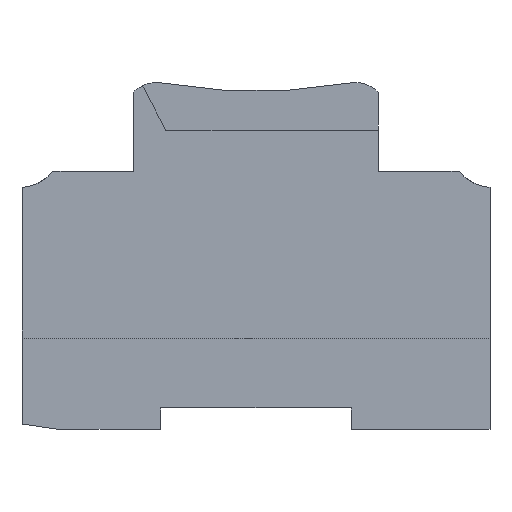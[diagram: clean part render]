
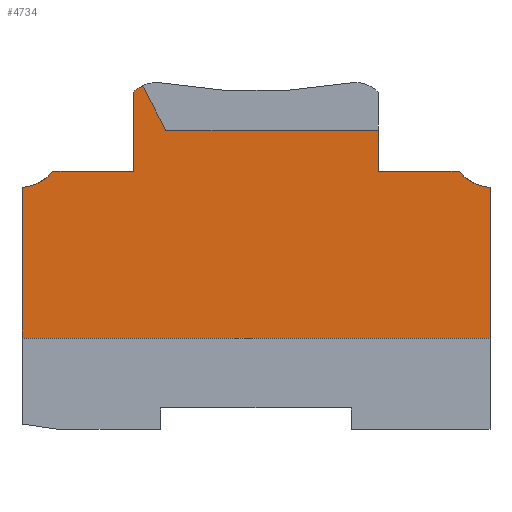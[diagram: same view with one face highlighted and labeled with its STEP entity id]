
A CAD part, left-side view. The second image highlights one B-rep face of the part: STEP entity #4734.
In plain terms, the highlighted planar face has unit normal (-1, 0, 0).
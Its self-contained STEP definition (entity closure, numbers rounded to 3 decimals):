
#13 = LINE ( 'NONE', #1172, #7229 ) ;
#52 = VERTEX_POINT ( 'NONE', #8175 ) ;
#60 = VERTEX_POINT ( 'NONE', #7615 ) ;
#217 = DIRECTION ( 'NONE',  ( 0., 0., 1. ) ) ;
#232 = VERTEX_POINT ( 'NONE', #7825 ) ;
#290 = VECTOR ( 'NONE', #3485, 1000. ) ;
#324 = ORIENTED_EDGE ( 'NONE', *, *, #446, .F. ) ;
#408 = EDGE_CURVE ( 'NONE', #5182, #5840, #6240, .T. ) ;
#446 = EDGE_CURVE ( 'NONE', #60, #5182, #7316, .T. ) ;
#470 = CARTESIAN_POINT ( 'NONE',  ( -18., 1., -43.5 ) ) ;
#472 = DIRECTION ( 'NONE',  ( 0., -1., 0. ) ) ;
#528 = VERTEX_POINT ( 'NONE', #665 ) ;
#618 = LINE ( 'NONE', #1995, #6669 ) ;
#630 = CARTESIAN_POINT ( 'NONE',  ( -18., 62.7, -22.75 ) ) ;
#665 = CARTESIAN_POINT ( 'NONE',  ( -18., 45., 43.5 ) ) ;
#799 = DIRECTION ( 'NONE',  ( 0., -1., 0. ) ) ;
#1029 = DIRECTION ( 'NONE',  ( 0., 0., 1. ) ) ;
#1039 = CARTESIAN_POINT ( 'NONE',  ( -18., 45., 43.5 ) ) ;
#1040 = CIRCLE ( 'NONE', #2543, 6. ) ;
#1080 = EDGE_CURVE ( 'NONE', #232, #5969, #2579, .T. ) ;
#1172 = CARTESIAN_POINT ( 'NONE',  ( -18., 55.65, -44.008 ) ) ;
#1259 = ORIENTED_EDGE ( 'NONE', *, *, #8434, .F. ) ;
#1331 = EDGE_CURVE ( 'NONE', #1627, #60, #1634, .T. ) ;
#1523 = ORIENTED_EDGE ( 'NONE', *, *, #4380, .F. ) ;
#1627 = VERTEX_POINT ( 'NONE', #5435 ) ;
#1634 = LINE ( 'NONE', #470, #5137 ) ;
#1670 = CARTESIAN_POINT ( 'NONE',  ( -18., 52.984, -44.008 ) ) ;
#1759 = LINE ( 'NONE', #1039, #7542 ) ;
#1946 = ORIENTED_EDGE ( 'NONE', *, *, #4315, .F. ) ;
#1995 = CARTESIAN_POINT ( 'NONE',  ( -18., 62.7, 22.75 ) ) ;
#2038 = CARTESIAN_POINT ( 'NONE',  ( -18., 48., 37.75 ) ) ;
#2097 = VECTOR ( 'NONE', #1029, 1000. ) ;
#2180 = CARTESIAN_POINT ( 'NONE',  ( -18., 52.984, -44.008 ) ) ;
#2271 = DIRECTION ( 'NONE',  ( 0., 0., -1. ) ) ;
#2364 = DIRECTION ( 'NONE',  ( 0., 1., 0. ) ) ;
#2413 = EDGE_CURVE ( 'NONE', #528, #3308, #1759, .T. ) ;
#2543 = AXIS2_PLACEMENT_3D ( 'NONE', #3425, #6036, #7793 ) ;
#2579 = LINE ( 'NONE', #5357, #4188 ) ;
#2660 = CARTESIAN_POINT ( 'NONE',  ( -18., 48., -37.75 ) ) ;
#2795 = AXIS2_PLACEMENT_3D ( 'NONE', #1670, #3007, #217 ) ;
#3007 = DIRECTION ( 'NONE',  ( -1., 0., 0. ) ) ;
#3280 = DIRECTION ( 'NONE',  ( 0., 0., 1. ) ) ;
#3303 = EDGE_CURVE ( 'NONE', #7142, #52, #5493, .T. ) ;
#3308 = VERTEX_POINT ( 'NONE', #4772 ) ;
#3425 = CARTESIAN_POINT ( 'NONE',  ( -18., 58.5, -18.465 ) ) ;
#3485 = DIRECTION ( 'NONE',  ( 0., 1., 0. ) ) ;
#3564 = CARTESIAN_POINT ( 'NONE',  ( -18., 55.65, 22.75 ) ) ;
#3613 = DIRECTION ( 'NONE',  ( -1., 0., 0. ) ) ;
#3651 = CIRCLE ( 'NONE', #7886, 8. ) ;
#3911 = ORIENTED_EDGE ( 'NONE', *, *, #3303, .F. ) ;
#4040 = ORIENTED_EDGE ( 'NONE', *, *, #1080, .F. ) ;
#4177 = DIRECTION ( 'NONE',  ( 0., 0., 1. ) ) ;
#4188 = VECTOR ( 'NONE', #3280, 1000. ) ;
#4249 = CARTESIAN_POINT ( 'NONE',  ( -18., 63.884, -21.114 ) ) ;
#4315 = EDGE_CURVE ( 'NONE', #5840, #6597, #4774, .T. ) ;
#4380 = EDGE_CURVE ( 'NONE', #3308, #1627, #8199, .T. ) ;
#4618 = ORIENTED_EDGE ( 'NONE', *, *, #6234, .F. ) ;
#4624 = CARTESIAN_POINT ( 'NONE',  ( -18., 52.984, 44.008 ) ) ;
#4647 = EDGE_LOOP ( 'NONE', ( #3911, #7234, #1946, #6937, #324, #6603, #1523, #4767, #4618, #4040, #6040, #1259 ) ) ;
#4734 = ADVANCED_FACE ( 'NONE', ( #5578 ), #4900, .T. ) ;
#4767 = ORIENTED_EDGE ( 'NONE', *, *, #2413, .F. ) ;
#4772 = CARTESIAN_POINT ( 'NONE',  ( -18., 17., 43.5 ) ) ;
#4774 = LINE ( 'NONE', #7420, #290 ) ;
#4900 = PLANE ( 'NONE',  #7012 ) ;
#5137 = VECTOR ( 'NONE', #2364, 1000. ) ;
#5145 = DIRECTION ( 'NONE',  ( 0., 0., 1. ) ) ;
#5182 = VERTEX_POINT ( 'NONE', #2660 ) ;
#5357 = CARTESIAN_POINT ( 'NONE',  ( -18., 48., 22.75 ) ) ;
#5435 = CARTESIAN_POINT ( 'NONE',  ( -18., 17., -43.5 ) ) ;
#5493 = LINE ( 'NONE', #7939, #5638 ) ;
#5578 = FACE_OUTER_BOUND ( 'NONE', #4647, .T. ) ;
#5638 = VECTOR ( 'NONE', #6689, 1000. ) ;
#5840 = VERTEX_POINT ( 'NONE', #6897 ) ;
#5948 = DIRECTION ( 'NONE',  ( -1., 0., 0. ) ) ;
#5969 = VERTEX_POINT ( 'NONE', #2038 ) ;
#6036 = DIRECTION ( 'NONE',  ( 1., 0., 0. ) ) ;
#6040 = ORIENTED_EDGE ( 'NONE', *, *, #7026, .F. ) ;
#6234 = EDGE_CURVE ( 'NONE', #5969, #528, #3651, .T. ) ;
#6240 = LINE ( 'NONE', #8168, #2097 ) ;
#6597 = VERTEX_POINT ( 'NONE', #630 ) ;
#6603 = ORIENTED_EDGE ( 'NONE', *, *, #1331, .F. ) ;
#6669 = VECTOR ( 'NONE', #799, 1000. ) ;
#6689 = DIRECTION ( 'NONE',  ( 0., -0.884, 0.468 ) ) ;
#6897 = CARTESIAN_POINT ( 'NONE',  ( -18., 48., -22.75 ) ) ;
#6937 = ORIENTED_EDGE ( 'NONE', *, *, #408, .F. ) ;
#7012 = AXIS2_PLACEMENT_3D ( 'NONE', #2180, #3613, #4177 ) ;
#7026 = EDGE_CURVE ( 'NONE', #7151, #232, #618, .T. ) ;
#7142 = VERTEX_POINT ( 'NONE', #4249 ) ;
#7151 = VERTEX_POINT ( 'NONE', #3564 ) ;
#7229 = VECTOR ( 'NONE', #5145, 1000. ) ;
#7234 = ORIENTED_EDGE ( 'NONE', *, *, #7394, .F. ) ;
#7296 = VECTOR ( 'NONE', #2271, 1000. ) ;
#7316 = CIRCLE ( 'NONE', #2795, 8. ) ;
#7394 = EDGE_CURVE ( 'NONE', #6597, #7142, #1040, .T. ) ;
#7420 = CARTESIAN_POINT ( 'NONE',  ( -18., 48., -22.75 ) ) ;
#7542 = VECTOR ( 'NONE', #472, 1000. ) ;
#7615 = CARTESIAN_POINT ( 'NONE',  ( -18., 45., -43.5 ) ) ;
#7793 = DIRECTION ( 'NONE',  ( 0., 0., -1. ) ) ;
#7825 = CARTESIAN_POINT ( 'NONE',  ( -18., 48., 22.75 ) ) ;
#7886 = AXIS2_PLACEMENT_3D ( 'NONE', #4624, #5948, #8432 ) ;
#7939 = CARTESIAN_POINT ( 'NONE',  ( -18., 64.847, -21.624 ) ) ;
#8082 = CARTESIAN_POINT ( 'NONE',  ( -18., 17., -44.008 ) ) ;
#8168 = CARTESIAN_POINT ( 'NONE',  ( -18., 48., -37.75 ) ) ;
#8175 = CARTESIAN_POINT ( 'NONE',  ( -18., 55.65, -16.75 ) ) ;
#8199 = LINE ( 'NONE', #8082, #7296 ) ;
#8432 = DIRECTION ( 'NONE',  ( 0., 0., 1. ) ) ;
#8434 = EDGE_CURVE ( 'NONE', #52, #7151, #13, .T. ) ;
